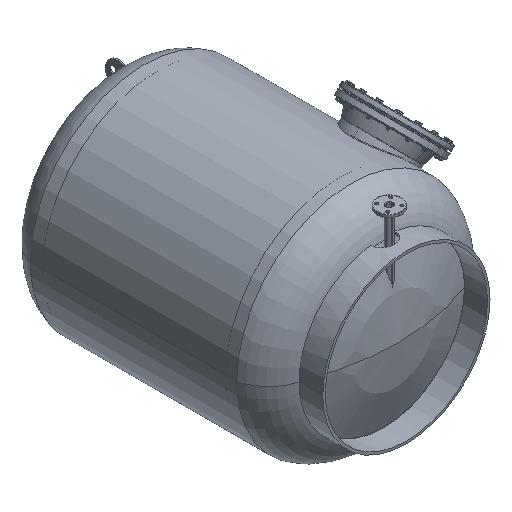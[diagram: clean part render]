
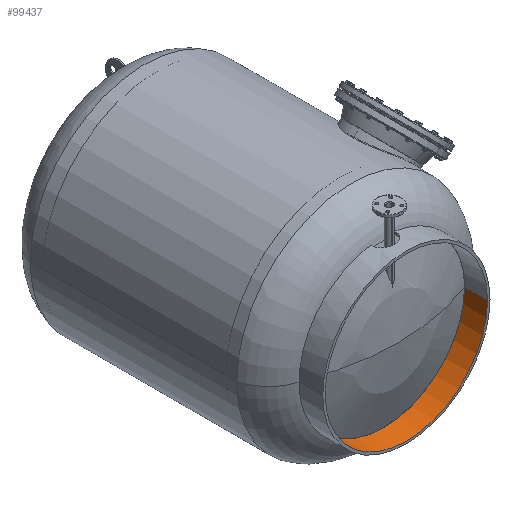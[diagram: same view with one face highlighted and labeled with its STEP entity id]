
A CAD part, isometric view. The second image highlights one B-rep face of the part: STEP entity #99437.
In plain terms, the highlighted cylindrical face has radius 500 mm (diameter 1000 mm), a partial arc.
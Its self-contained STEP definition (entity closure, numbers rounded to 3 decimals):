
#413 = AXIS2_PLACEMENT_3D ( 'NONE', #3647, #67826, #43825 ) ;
#3647 = CARTESIAN_POINT ( 'NONE',  ( 515., 0., -515. ) ) ;
#7819 = DIRECTION ( 'NONE',  ( 1., 0., 0. ) ) ;
#11014 = CARTESIAN_POINT ( 'NONE',  ( 15., 141.5, -515. ) ) ;
#11384 = EDGE_LOOP ( 'NONE', ( #13204, #34449, #100680, #20253 ) ) ;
#13204 = ORIENTED_EDGE ( 'NONE', *, *, #16008, .T. ) ;
#14063 = CIRCLE ( 'NONE', #413, 500. ) ;
#15811 = EDGE_CURVE ( 'NONE', #57127, #30793, #14063, .T. ) ;
#16008 = EDGE_CURVE ( 'NONE', #79103, #65057, #29669, .T. ) ;
#20253 = ORIENTED_EDGE ( 'NONE', *, *, #21002, .F. ) ;
#21002 = EDGE_CURVE ( 'NONE', #79103, #57127, #75132, .T. ) ;
#25881 = CARTESIAN_POINT ( 'NONE',  ( 1015., 141.5, -515. ) ) ;
#26588 = DIRECTION ( 'NONE',  ( 0., -1., 0. ) ) ;
#28961 = CYLINDRICAL_SURFACE ( 'NONE', #36849, 500. ) ;
#29669 = CIRCLE ( 'NONE', #43441, 500. ) ;
#30793 = VERTEX_POINT ( 'NONE', #100565 ) ;
#30957 = VECTOR ( 'NONE', #49964, 1000. ) ;
#32417 = DIRECTION ( 'NONE',  ( 0., 1., 0. ) ) ;
#34449 = ORIENTED_EDGE ( 'NONE', *, *, #96405, .T. ) ;
#36849 = AXIS2_PLACEMENT_3D ( 'NONE', #85258, #77752, #76681 ) ;
#41530 = VECTOR ( 'NONE', #26588, 1000. ) ;
#43441 = AXIS2_PLACEMENT_3D ( 'NONE', #104659, #32417, #7819 ) ;
#43825 = DIRECTION ( 'NONE',  ( 1., 0., 0. ) ) ;
#43910 = CARTESIAN_POINT ( 'NONE',  ( 15., 141.5, -515. ) ) ;
#49964 = DIRECTION ( 'NONE',  ( 0., -1., 0. ) ) ;
#57127 = VERTEX_POINT ( 'NONE', #70052 ) ;
#60331 = LINE ( 'NONE', #11014, #41530 ) ;
#65057 = VERTEX_POINT ( 'NONE', #43910 ) ;
#67826 = DIRECTION ( 'NONE',  ( 0., 1., 0. ) ) ;
#69671 = CARTESIAN_POINT ( 'NONE',  ( 1015., 141.5, -515. ) ) ;
#70052 = CARTESIAN_POINT ( 'NONE',  ( 1015., 0., -515. ) ) ;
#75132 = LINE ( 'NONE', #25881, #30957 ) ;
#76681 = DIRECTION ( 'NONE',  ( 1., 0., 0. ) ) ;
#77752 = DIRECTION ( 'NONE',  ( 0., -1., 0. ) ) ;
#79103 = VERTEX_POINT ( 'NONE', #69671 ) ;
#85258 = CARTESIAN_POINT ( 'NONE',  ( 515., 0., -515. ) ) ;
#96405 = EDGE_CURVE ( 'NONE', #65057, #30793, #60331, .T. ) ;
#99437 = ADVANCED_FACE ( 'NONE', ( #101744 ), #28961, .F. ) ;
#100565 = CARTESIAN_POINT ( 'NONE',  ( 15., 0., -515. ) ) ;
#100680 = ORIENTED_EDGE ( 'NONE', *, *, #15811, .F. ) ;
#101744 = FACE_OUTER_BOUND ( 'NONE', #11384, .T. ) ;
#104659 = CARTESIAN_POINT ( 'NONE',  ( 515., 141.5, -515. ) ) ;
